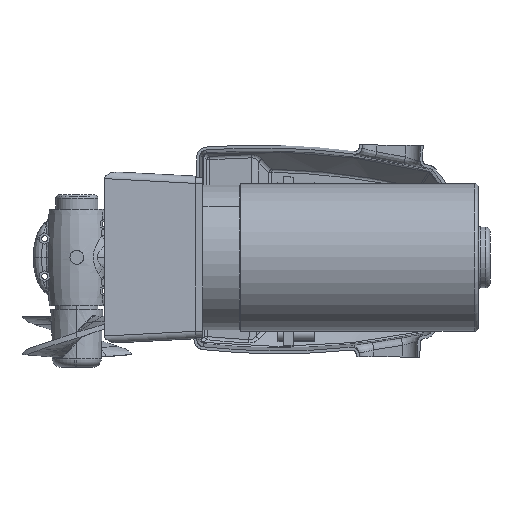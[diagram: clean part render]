
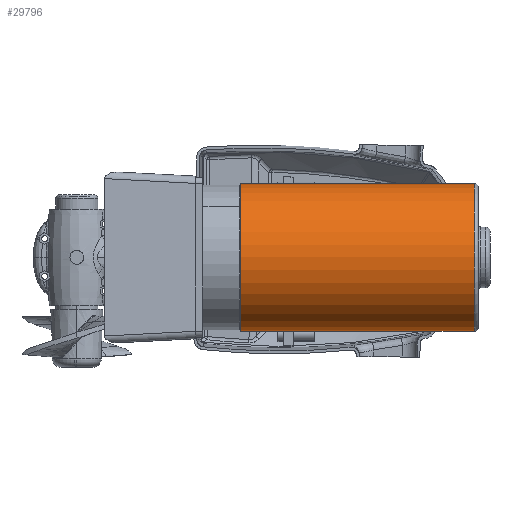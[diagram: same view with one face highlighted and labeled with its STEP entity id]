
A CAD part, top view. The second image highlights one B-rep face of the part: STEP entity #29796.
In plain terms, the highlighted cylindrical face has radius 51 mm (diameter 102 mm), a partial arc.
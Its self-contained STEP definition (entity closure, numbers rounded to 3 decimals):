
#29658=CARTESIAN_POINT('Vertex',(0.,51.,0.)) ;
#29660=CARTESIAN_POINT('Vertex',(0.,-51.,0.)) ;
#29663=CARTESIAN_POINT('Axis2P3D Location',(0.,0.,0.)) ;
#29754=CARTESIAN_POINT('Line Origine',(-82.,-51.,0.)) ;
#29758=CARTESIAN_POINT('Vertex',(-161.,-51.,0.)) ;
#29761=CARTESIAN_POINT('Line Origine',(-82.,51.,0.)) ;
#29765=CARTESIAN_POINT('Vertex',(-161.,51.,0.)) ;
#29780=CARTESIAN_POINT('Axis2P3D Location',(-82.,0.,0.)) ;
#29785=CARTESIAN_POINT('Axis2P3D Location',(-161.,0.,0.)) ;
#29664=DIRECTION('Axis2P3D Direction',(1.,0.,0.)) ;
#29755=DIRECTION('Vector Direction',(1.,0.,0.)) ;
#29762=DIRECTION('Vector Direction',(1.,0.,0.)) ;
#29781=DIRECTION('Axis2P3D Direction',(1.,0.,0.)) ;
#29782=DIRECTION('Axis2P3D XDirection',(0.,-1.,0.)) ;
#29786=DIRECTION('Axis2P3D Direction',(1.,0.,0.)) ;
#29665=AXIS2_PLACEMENT_3D('Circle Axis2P3D',#29663,#29664,$) ;
#29783=AXIS2_PLACEMENT_3D('Cylinder Axis2P3D',#29780,#29781,#29782) ;
#29787=AXIS2_PLACEMENT_3D('Circle Axis2P3D',#29785,#29786,$) ;
#29791=ORIENTED_EDGE('',*,*,#29767,.F.) ;
#29792=ORIENTED_EDGE('',*,*,#29667,.F.) ;
#29793=ORIENTED_EDGE('',*,*,#29760,.T.) ;
#29794=ORIENTED_EDGE('',*,*,#29789,.T.) ;
#29756=VECTOR('Line Direction',#29755,1.) ;
#29763=VECTOR('Line Direction',#29762,1.) ;
#29796=ADVANCED_FACE('PartBody',(#29795),#29784,.T.) ;
#29666=CIRCLE('generated circle',#29665,51.) ;
#29788=CIRCLE('generated circle',#29787,51.) ;
#29784=CYLINDRICAL_SURFACE('generated cylinder',#29783,51.) ;
#29667=EDGE_CURVE('',#29661,#29659,#29666,.T.) ;
#29760=EDGE_CURVE('',#29661,#29759,#29757,.F.) ;
#29767=EDGE_CURVE('',#29659,#29766,#29764,.F.) ;
#29789=EDGE_CURVE('',#29759,#29766,#29788,.T.) ;
#29790=EDGE_LOOP('',(#29791,#29792,#29793,#29794)) ;
#29795=FACE_OUTER_BOUND('',#29790,.T.) ;
#29757=LINE('Line',#29754,#29756) ;
#29764=LINE('Line',#29761,#29763) ;
#29659=VERTEX_POINT('',#29658) ;
#29661=VERTEX_POINT('',#29660) ;
#29759=VERTEX_POINT('',#29758) ;
#29766=VERTEX_POINT('',#29765) ;
